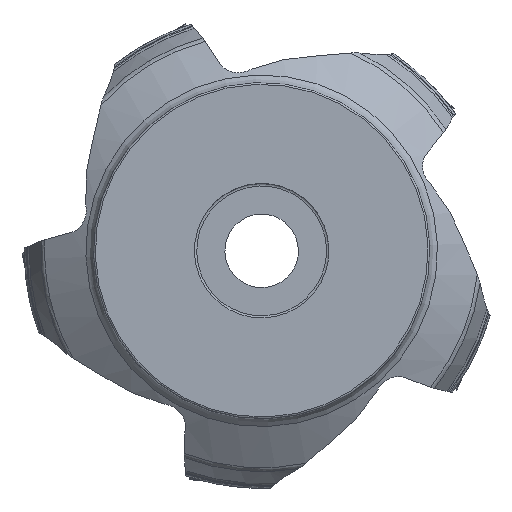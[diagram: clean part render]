
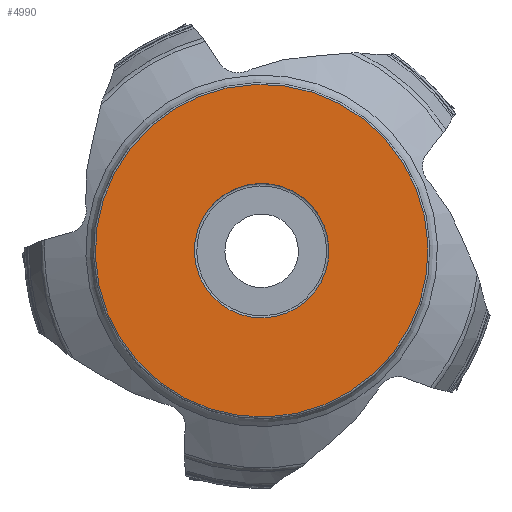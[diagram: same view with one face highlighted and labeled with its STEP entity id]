
A CAD part, top view. The second image highlights one B-rep face of the part: STEP entity #4990.
In plain terms, the highlighted planar face has unit normal (0, 0, 1).
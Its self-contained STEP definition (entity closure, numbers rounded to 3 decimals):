
#1689=FACE_BOUND('',#9840,.T.);
#1690=FACE_BOUND('',#9841,.T.);
#4990=ADVANCED_FACE('CU_BACK_F001',(#1689,#1690),#5483,.F.);
#5483=PLANE('',#39629);
#9840=EDGE_LOOP('',(#23369));
#9841=EDGE_LOOP('',(#23370));
#11711=CIRCLE('',#36641,16.006);
#13006=CIRCLE('',#39627,39.6);
#23369=ORIENTED_EDGE('',*,*,#28341,.F.);
#23370=ORIENTED_EDGE('',*,*,#32236,.T.);
#24651=VERTEX_POINT('',#56762);
#26930=VERTEX_POINT('',#80178);
#28341=EDGE_CURVE('',#24651,#24651,#11711,.T.);
#32236=EDGE_CURVE('',#26930,#26930,#13006,.T.);
#36641=AXIS2_PLACEMENT_3D('',#56761,#41840,#41841);
#39627=AXIS2_PLACEMENT_3D('',#80177,#49063,#49064);
#39629=AXIS2_PLACEMENT_3D('',#80180,#49067,#49068);
#41840=DIRECTION('',(0.,0.,1.));
#41841=DIRECTION('',(0.978,0.208,0.));
#49063=DIRECTION('',(0.,0.,1.));
#49064=DIRECTION('',(0.978,0.208,0.));
#49067=DIRECTION('',(0.,0.,-1.));
#49068=DIRECTION('',(-0.978,-0.208,0.));
#56761=CARTESIAN_POINT('',(0.,0.,
0.));
#56762=CARTESIAN_POINT('',(15.656,3.328,0.));
#80177=CARTESIAN_POINT('',(0.,0.,
0.));
#80178=CARTESIAN_POINT('',(38.735,8.233,0.));
#80180=CARTESIAN_POINT('',(-39.,0.,0.));
